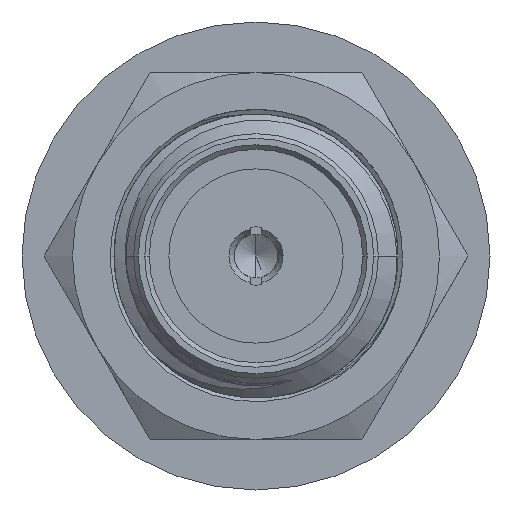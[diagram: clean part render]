
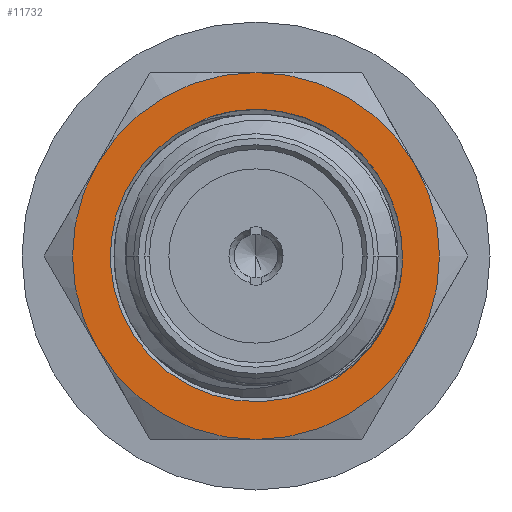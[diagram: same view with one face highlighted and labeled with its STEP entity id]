
A CAD part, left-side view. The second image highlights one B-rep face of the part: STEP entity #11732.
In plain terms, the highlighted planar face has unit normal (-1, 0, 0).
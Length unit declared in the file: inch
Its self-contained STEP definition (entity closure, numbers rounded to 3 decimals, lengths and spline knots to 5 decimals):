
#1043=CARTESIAN_POINT('',(0.25,0.,0.));
#1044=DIRECTION('',(1.,0.,0.));
#1045=DIRECTION('',(0.,-0.949,-0.316));
#1046=AXIS2_PLACEMENT_3D('',#1043,#1044,#1045);
#3007=CARTESIAN_POINT('',(0.25,0.,0.));
#3008=DIRECTION('',(-1.,0.,0.));
#3009=DIRECTION('',(0.,-0.866,-0.5));
#3010=AXIS2_PLACEMENT_3D('',#3007,#3008,#3009);
#3012=CARTESIAN_POINT('',(0.25,0.,0.));
#3013=DIRECTION('',(1.,0.,0.));
#3014=DIRECTION('',(0.,0.866,0.5));
#3015=AXIS2_PLACEMENT_3D('',#3012,#3013,#3014);
#3017=CARTESIAN_POINT('',(0.25,0.,0.));
#3018=DIRECTION('',(1.,0.,0.));
#3019=DIRECTION('',(0.,0.,1.));
#3020=AXIS2_PLACEMENT_3D('',#3017,#3018,#3019);
#3022=CARTESIAN_POINT('',(0.25,0.,0.));
#3023=DIRECTION('',(1.,0.,0.));
#3024=DIRECTION('',(0.,-0.866,-0.5));
#3025=AXIS2_PLACEMENT_3D('',#3022,#3023,#3024);
#3027=CARTESIAN_POINT('',(0.25,0.,0.));
#3028=DIRECTION('',(1.,0.,0.));
#3029=DIRECTION('',(0.,0.,-1.));
#3030=AXIS2_PLACEMENT_3D('',#3027,#3028,#3029);
#3032=CARTESIAN_POINT('',(0.25,-0.12266,-0.02789));
#3033=CARTESIAN_POINT('',(0.25,-0.12227,-0.0292));
#3034=CARTESIAN_POINT('',(0.25,-0.12146,-0.03181));
#3035=CARTESIAN_POINT('',(0.25,-0.12013,-0.03568));
#3036=CARTESIAN_POINT('',(0.25,-0.11915,-0.03822));
#3037=CARTESIAN_POINT('',(0.25,-0.11864,-0.03948));
#3039=CARTESIAN_POINT('',(0.25,0.04014,0.11921));
#3040=CARTESIAN_POINT('',(0.25,0.03516,0.12089));
#3041=CARTESIAN_POINT('',(0.25,0.02509,0.12359));
#3042=CARTESIAN_POINT('',(0.25,0.00951,0.12576));
#3043=CARTESIAN_POINT('',(0.25,-0.00619,0.12596));
#3044=CARTESIAN_POINT('',(0.25,-0.02181,0.12421));
#3045=CARTESIAN_POINT('',(0.25,-0.03708,0.12054));
#3046=CARTESIAN_POINT('',(0.25,-0.05178,0.11499));
#3047=CARTESIAN_POINT('',(0.25,-0.06567,0.10767));
#3048=CARTESIAN_POINT('',(0.25,-0.07855,0.09867));
#3049=CARTESIAN_POINT('',(0.25,-0.0902,0.08814));
#3050=CARTESIAN_POINT('',(0.25,-0.10046,0.07624));
#3051=CARTESIAN_POINT('',(0.25,-0.10916,0.06315));
#3052=CARTESIAN_POINT('',(0.25,-0.11617,0.04908));
#3053=CARTESIAN_POINT('',(0.25,-0.12137,0.03426));
#3054=CARTESIAN_POINT('',(0.25,-0.12469,0.0189));
#3055=CARTESIAN_POINT('',(0.25,-0.12607,0.00325));
#3056=CARTESIAN_POINT('',(0.25,-0.12549,-0.01247));
#3057=CARTESIAN_POINT('',(0.25,-0.12382,-0.02277));
#3058=CARTESIAN_POINT('',(0.25,-0.12266,-0.02789));
#3060=CARTESIAN_POINT('',(0.25,0.05126,0.11405));
#3061=CARTESIAN_POINT('',(0.25,0.05006,0.11468));
#3062=CARTESIAN_POINT('',(0.25,0.04763,0.11591));
#3063=CARTESIAN_POINT('',(0.25,0.04392,0.11763));
#3064=CARTESIAN_POINT('',(0.25,0.04141,0.1187));
#3065=CARTESIAN_POINT('',(0.25,0.04014,0.11921));
#3067=CARTESIAN_POINT('',(0.25,0.,0.));
#3068=DIRECTION('',(-1.,0.,0.));
#3069=DIRECTION('',(0.,0.866,0.5));
#3070=AXIS2_PLACEMENT_3D('',#3067,#3068,#3069);
#8235=CARTESIAN_POINT('',(0.25,0.13638,0.07874));
#8236=CARTESIAN_POINT('',(0.25,0.,0.15748));
#8237=VERTEX_POINT('',#8235);
#8238=VERTEX_POINT('',#8236);
#8239=CARTESIAN_POINT('',(0.25,-0.13638,0.07874));
#8240=VERTEX_POINT('',#8239);
#8241=CARTESIAN_POINT('',(0.25,-0.13638,-0.07874));
#8242=CARTESIAN_POINT('',(0.25,0.,-0.15748));
#8243=VERTEX_POINT('',#8241);
#8244=VERTEX_POINT('',#8242);
#8245=CARTESIAN_POINT('',(0.25,0.13638,-0.07874));
#8246=VERTEX_POINT('',#8245);
#8276=VERTEX_POINT('',#3032);
#8277=VERTEX_POINT('',#3037);
#8278=VERTEX_POINT('',#3039);
#8279=VERTEX_POINT('',#3060);
#11707=CARTESIAN_POINT('',(0.25,0.,0.));
#11708=DIRECTION('',(1.,0.,0.));
#11709=DIRECTION('',(0.,-1.,0.));
#11710=AXIS2_PLACEMENT_3D('',#11707,#11708,#11709);
#11711=PLANE('',#11710);
#11713=ORIENTED_EDGE('',*,*,#11712,.F.);
#11715=ORIENTED_EDGE('',*,*,#11714,.T.);
#11717=ORIENTED_EDGE('',*,*,#11716,.T.);
#11718=ORIENTED_EDGE('',*,*,#11702,.F.);
#11720=ORIENTED_EDGE('',*,*,#11719,.T.);
#11722=ORIENTED_EDGE('',*,*,#11721,.T.);
#11723=EDGE_LOOP('',(#11713,#11715,#11717,#11718,#11720,#11722));
#11724=FACE_OUTER_BOUND('',#11723,.F.);
#11726=ORIENTED_EDGE('',*,*,#11725,.F.);
#11727=ORIENTED_EDGE('',*,*,#9825,.F.);
#11728=ORIENTED_EDGE('',*,*,#9627,.F.);
#11729=ORIENTED_EDGE('',*,*,#9505,.F.);
#11730=EDGE_LOOP('',(#11726,#11727,#11728,#11729));
#11731=FACE_BOUND('',#11730,.F.);
#11732=ADVANCED_FACE('',(#11724,#11731),#11711,.F.);
#1047=CIRCLE('',#1046,0.12504);
#3011=CIRCLE('',#3010,0.15748);
#3016=CIRCLE('',#3015,0.15748);
#3021=CIRCLE('',#3020,0.15748);
#3026=CIRCLE('',#3025,0.15748);
#3031=CIRCLE('',#3030,0.15748);
#3038=B_SPLINE_CURVE_WITH_KNOTS('',3,(#3032,#3033,#3034,#3035,#3036,#3037),
.UNSPECIFIED.,.F.,.F.,(4,1,1,4),(0.,0.33333,0.66667,1.),
.UNSPECIFIED.);
#3059=B_SPLINE_CURVE_WITH_KNOTS('',3,(#3039,#3040,#3041,#3042,#3043,#3044,#3045,
#3046,#3047,#3048,#3049,#3050,#3051,#3052,#3053,#3054,#3055,#3056,#3057,#3058),
.UNSPECIFIED.,.F.,.F.,(4,1,1,1,1,1,1,1,1,1,1,1,1,1,1,1,1,4),(0.,
0.05882,0.11765,0.17647,0.23529,
0.29412,0.35294,0.41176,0.47059,
0.52941,0.58824,0.64706,0.70588,
0.76471,0.82353,0.88235,0.94118,1.),
.UNSPECIFIED.);
#3066=B_SPLINE_CURVE_WITH_KNOTS('',3,(#3060,#3061,#3062,#3063,#3064,#3065),
.UNSPECIFIED.,.F.,.F.,(4,1,1,4),(0.,0.33333,0.66667,1.),
.UNSPECIFIED.);
#3071=CIRCLE('',#3070,0.15748);
#9505=EDGE_CURVE('',#8277,#8279,#1047,.T.);
#9627=EDGE_CURVE('',#8279,#8278,#3066,.T.);
#9825=EDGE_CURVE('',#8278,#8276,#3059,.T.);
#11702=EDGE_CURVE('',#8243,#8240,#3011,.T.);
#11712=EDGE_CURVE('',#8237,#8246,#3071,.T.);
#11714=EDGE_CURVE('',#8237,#8238,#3016,.T.);
#11716=EDGE_CURVE('',#8238,#8240,#3021,.T.);
#11719=EDGE_CURVE('',#8243,#8244,#3026,.T.);
#11721=EDGE_CURVE('',#8244,#8246,#3031,.T.);
#11725=EDGE_CURVE('',#8276,#8277,#3038,.T.);
